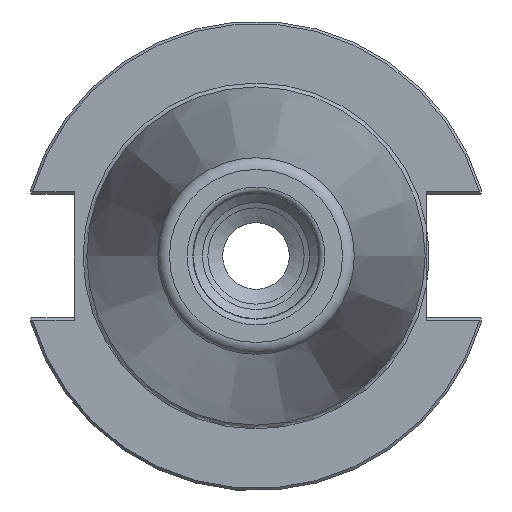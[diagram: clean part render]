
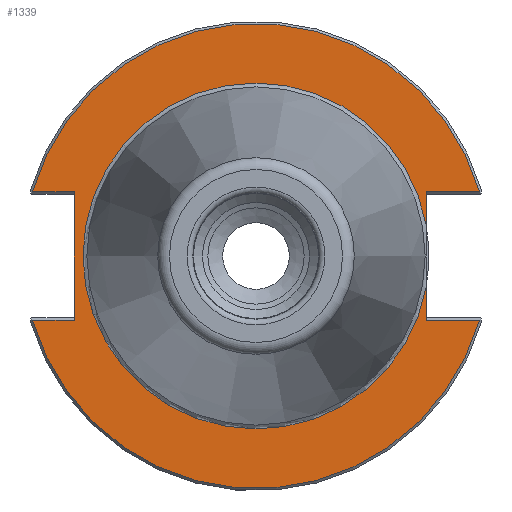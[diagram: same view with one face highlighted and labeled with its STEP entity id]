
A CAD part, left-side view. The second image highlights one B-rep face of the part: STEP entity #1339.
In plain terms, the highlighted planar face has unit normal (-1, 0, 0).
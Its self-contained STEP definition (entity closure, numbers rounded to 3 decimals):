
#73=PLANE('',#1470);
#143=FACE_OUTER_BOUND('',#219,.T.);
#219=EDGE_LOOP('',(#1022,#1023,#1024,#1025,#1026,#1027,#1028,#1029,#1030,
#1031,#1032));
#294=LINE('',#2174,#373);
#302=LINE('',#2216,#381);
#303=LINE('',#2221,#382);
#304=LINE('',#2223,#383);
#305=LINE('',#2224,#384);
#306=LINE('',#2226,#385);
#307=LINE('',#2231,#386);
#373=VECTOR('',#1711,10.);
#381=VECTOR('',#1733,10.);
#382=VECTOR('',#1738,10.);
#383=VECTOR('',#1739,10.);
#384=VECTOR('',#1740,10.);
#385=VECTOR('',#1741,10.);
#386=VECTOR('',#1746,10.);
#465=CIRCLE('',#1468,48.25);
#466=CIRCLE('',#1471,48.25);
#467=CIRCLE('',#1472,35.9);
#468=CIRCLE('',#1473,35.9);
#577=VERTEX_POINT('',#2169);
#578=VERTEX_POINT('',#2173);
#586=VERTEX_POINT('',#2198);
#587=VERTEX_POINT('',#2202);
#590=VERTEX_POINT('',#2214);
#591=VERTEX_POINT('',#2218);
#592=VERTEX_POINT('',#2220);
#593=VERTEX_POINT('',#2222);
#594=VERTEX_POINT('',#2225);
#595=VERTEX_POINT('',#2227);
#596=VERTEX_POINT('',#2229);
#740=EDGE_CURVE('',#577,#578,#294,.T.);
#751=EDGE_CURVE('',#586,#587,#465,.T.);
#756=EDGE_CURVE('',#590,#586,#302,.T.);
#757=EDGE_CURVE('',#591,#577,#466,.T.);
#758=EDGE_CURVE('',#592,#591,#303,.T.);
#759=EDGE_CURVE('',#592,#593,#304,.T.);
#760=EDGE_CURVE('',#587,#593,#305,.T.);
#761=EDGE_CURVE('',#590,#594,#306,.T.);
#762=EDGE_CURVE('',#594,#595,#467,.T.);
#763=EDGE_CURVE('',#595,#596,#468,.T.);
#764=EDGE_CURVE('',#596,#578,#307,.T.);
#1022=ORIENTED_EDGE('',*,*,#740,.F.);
#1023=ORIENTED_EDGE('',*,*,#757,.F.);
#1024=ORIENTED_EDGE('',*,*,#758,.F.);
#1025=ORIENTED_EDGE('',*,*,#759,.T.);
#1026=ORIENTED_EDGE('',*,*,#760,.F.);
#1027=ORIENTED_EDGE('',*,*,#751,.F.);
#1028=ORIENTED_EDGE('',*,*,#756,.F.);
#1029=ORIENTED_EDGE('',*,*,#761,.T.);
#1030=ORIENTED_EDGE('',*,*,#762,.T.);
#1031=ORIENTED_EDGE('',*,*,#763,.T.);
#1032=ORIENTED_EDGE('',*,*,#764,.T.);
#1339=ADVANCED_FACE('',(#143),#73,.T.);
#1468=AXIS2_PLACEMENT_3D('',#2203,#1727,#1728);
#1470=AXIS2_PLACEMENT_3D('',#2217,#1734,#1735);
#1471=AXIS2_PLACEMENT_3D('',#2219,#1736,#1737);
#1472=AXIS2_PLACEMENT_3D('',#2228,#1742,#1743);
#1473=AXIS2_PLACEMENT_3D('',#2230,#1744,#1745);
#1711=DIRECTION('',(0.,1.,0.));
#1727=DIRECTION('center_axis',(1.,0.,0.));
#1728=DIRECTION('ref_axis',(0.,0.,-1.));
#1733=DIRECTION('',(0.,-1.,0.));
#1734=DIRECTION('center_axis',(-1.,0.,0.));
#1735=DIRECTION('ref_axis',(0.,0.,1.));
#1736=DIRECTION('center_axis',(1.,0.,0.));
#1737=DIRECTION('ref_axis',(0.,0.,-1.));
#1738=DIRECTION('',(0.,1.,0.));
#1739=DIRECTION('',(0.,0.,-1.));
#1740=DIRECTION('',(0.,-1.,0.));
#1741=DIRECTION('',(0.,0.,1.));
#1742=DIRECTION('center_axis',(1.,0.,0.));
#1743=DIRECTION('ref_axis',(0.,0.,-1.));
#1744=DIRECTION('center_axis',(1.,0.,0.));
#1745=DIRECTION('ref_axis',(0.,0.,-1.));
#1746=DIRECTION('',(0.,0.,1.));
#2169=CARTESIAN_POINT('',(3.175,-46.373,13.325));
#2173=CARTESIAN_POINT('',(3.175,-35.3,13.325));
#2174=CARTESIAN_POINT('',(3.175,6.475,13.325));
#2198=CARTESIAN_POINT('',(3.175,-46.373,-13.325));
#2202=CARTESIAN_POINT('',(3.175,46.373,-13.325));
#2203=CARTESIAN_POINT('Origin',(3.175,0.,
0.));
#2214=CARTESIAN_POINT('',(3.175,-35.3,-13.325));
#2216=CARTESIAN_POINT('',(3.175,-13.707,-13.325));
#2217=CARTESIAN_POINT('Origin',(3.175,48.25,0.));
#2218=CARTESIAN_POINT('',(3.175,46.373,13.325));
#2219=CARTESIAN_POINT('Origin',(3.175,0.,
0.));
#2220=CARTESIAN_POINT('',(3.175,37.7,13.325));
#2221=CARTESIAN_POINT('',(3.175,61.395,13.325));
#2222=CARTESIAN_POINT('',(3.175,37.7,-13.325));
#2223=CARTESIAN_POINT('',(3.175,37.7,6.413));
#2224=CARTESIAN_POINT('',(3.175,42.975,-13.325));
#2225=CARTESIAN_POINT('',(3.175,-35.3,-6.536));
#2226=CARTESIAN_POINT('',(3.175,-35.3,-6.413));
#2227=CARTESIAN_POINT('',(3.175,0.,35.9));
#2228=CARTESIAN_POINT('Origin',(3.175,0.,
0.));
#2229=CARTESIAN_POINT('',(3.175,-35.3,6.536));
#2230=CARTESIAN_POINT('Origin',(3.175,0.,
0.));
#2231=CARTESIAN_POINT('',(3.175,-35.3,-6.413));
